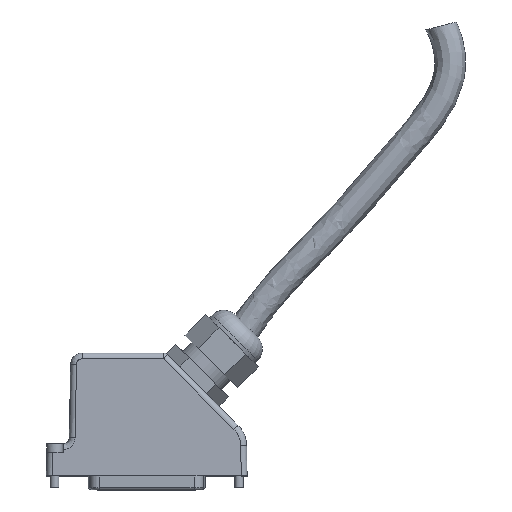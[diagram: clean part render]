
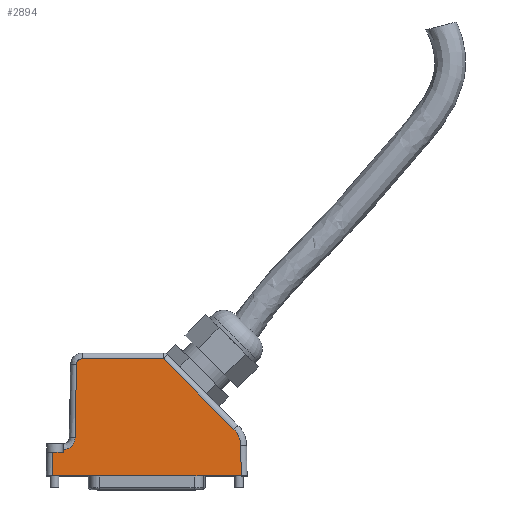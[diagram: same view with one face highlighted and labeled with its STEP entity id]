
A CAD part, top view. The second image highlights one B-rep face of the part: STEP entity #2894.
In plain terms, the highlighted planar face has unit normal (0, 0.018, 1).
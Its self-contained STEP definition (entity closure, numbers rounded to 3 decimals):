
#116 = CARTESIAN_POINT ( 'NONE',  ( -28.482, 9.035, 15.842 ) ) ;
#118 = CARTESIAN_POINT ( 'NONE',  ( -28.5, 8., 15.86 ) ) ;
#149 = CARTESIAN_POINT ( 'NONE',  ( 5.672, 40.035, 15.301 ) ) ;
#258 = CARTESIAN_POINT ( 'NONE',  ( -28.482, 9.035, 15.842 ) ) ;
#274 = CARTESIAN_POINT ( 'NONE',  ( -24.466, 12.965, 15.774 ) ) ;
#305 = CARTESIAN_POINT ( 'NONE',  ( -24.506, 10.647, 15.814 ) ) ;
#321 = CARTESIAN_POINT ( 'NONE',  ( -26.163, 9.025, 15.842 ) ) ;
#325 = CARTESIAN_POINT ( 'NONE',  ( -24.467, 12.93, 15.774 ) ) ;
#391 = DIRECTION ( 'NONE',  ( -0.017, -1., 0.017 ) ) ;
#527 = LINE ( 'NONE', #4024, #4004 ) ;
#544 = CARTESIAN_POINT ( 'NONE',  ( -24.028, 38.07, 15.335 ) ) ;
#653 = CARTESIAN_POINT ( 'NONE',  ( -22.028, 40.035, 15.301 ) ) ;
#659 = CARTESIAN_POINT ( 'NONE',  ( -23.184, 40.035, 15.301 ) ) ;
#665 = CARTESIAN_POINT ( 'NONE',  ( -24.028, 38.07, 15.335 ) ) ;
#672 = CARTESIAN_POINT ( 'NONE',  ( -24.008, 39.225, 15.315 ) ) ;
#677 = DIRECTION ( 'NONE',  ( -1., 0., 0. ) ) ;
#687 = CARTESIAN_POINT ( 'NONE',  ( -25.959, 40.035, 15.301 ) ) ;
#779 = DIRECTION ( 'NONE',  ( -0.707, 0.707, -0.012 ) ) ;
#868 = LINE ( 'NONE', #325, #4347 ) ;
#914 = CARTESIAN_POINT ( 'NONE',  ( 32.119, 10.413, 15.818 ) ) ;
#922 = CARTESIAN_POINT ( 'NONE',  ( 32.082, 12.512, 15.782 ) ) ;
#930 = CARTESIAN_POINT ( 'NONE',  ( 5.689, 40.018, 15.301 ) ) ;
#957 = CARTESIAN_POINT ( 'NONE',  ( 29.777, 15.93, 15.722 ) ) ;
#965 = CARTESIAN_POINT ( 'NONE',  ( 31.261, 14.445, 15.748 ) ) ;
#1082 = VERTEX_POINT ( 'NONE', #4932 ) ;
#1097 = LINE ( 'NONE', #687, #3997 ) ;
#1136 = VECTOR ( 'NONE', #779, 1000. ) ;
#1248 = CARTESIAN_POINT ( 'NONE',  ( 32.3, 0., 16. ) ) ;
#1451 = AXIS2_PLACEMENT_3D ( 'NONE', #2023, #7096, #2015 ) ;
#1549 = ORIENTED_EDGE ( 'NONE', *, *, #2975, .F. ) ;
#1565 = ORIENTED_EDGE ( 'NONE', *, *, #3000, .T. ) ;
#1590 = LINE ( 'NONE', #5911, #2142 ) ;
#1863 = LINE ( 'NONE', #5792, #6974 ) ;
#1917 = VERTEX_POINT ( 'NONE', #4544 ) ;
#2015 = DIRECTION ( 'NONE',  ( 0., -1., 0.017 ) ) ;
#2023 = CARTESIAN_POINT ( 'NONE',  ( 0., 0., 16. ) ) ;
#2066 = PLANE ( 'NONE',  #1451 ) ;
#2134 = CARTESIAN_POINT ( 'NONE',  ( -24.466, 12.965, 15.774 ) ) ;
#2142 = VECTOR ( 'NONE', #5887, 1000. ) ;
#2258 = ORIENTED_EDGE ( 'NONE', *, *, #2968, .T. ) ;
#2493 = FACE_OUTER_BOUND ( 'NONE', #5230, .T. ) ;
#2532 = CARTESIAN_POINT ( 'NONE',  ( -22.028, 40.035, 15.301 ) ) ;
#2723 = EDGE_CURVE ( 'NONE', #4789, #1082, #5270, .T. ) ;
#2894 = ADVANCED_FACE ( 'NONE', ( #2493 ), #2066, .T. ) ;
#2961 = EDGE_CURVE ( 'NONE', #7741, #1917, #4819, .T. ) ;
#2968 = EDGE_CURVE ( 'NONE', #7741, #3375, #3352, .T. ) ;
#2971 = EDGE_CURVE ( 'NONE', #3375, #5201, #1097, .T. ) ;
#2975 = EDGE_CURVE ( 'NONE', #7588, #5201, #6043, .T. ) ;
#2987 = EDGE_CURVE ( 'NONE', #7588, #6572, #868, .T. ) ;
#2990 = EDGE_CURVE ( 'NONE', #6572, #4383, #4439, .T. ) ;
#3000 = EDGE_CURVE ( 'NONE', #4383, #4789, #1590, .T. ) ;
#3002 = EDGE_CURVE ( 'NONE', #1082, #3575, #7243, .T. ) ;
#3003 = EDGE_CURVE ( 'NONE', #3575, #4247, #1863, .T. ) ;
#3011 = EDGE_CURVE ( 'NONE', #4247, #1917, #527, .T. ) ;
#3352 = LINE ( 'NONE', #930, #1136 ) ;
#3375 = VERTEX_POINT ( 'NONE', #149 ) ;
#3480 = ORIENTED_EDGE ( 'NONE', *, *, #2987, .T. ) ;
#3567 = ORIENTED_EDGE ( 'NONE', *, *, #3002, .T. ) ;
#3575 = VERTEX_POINT ( 'NONE', #7362 ) ;
#3997 = VECTOR ( 'NONE', #677, 1000. ) ;
#4004 = VECTOR ( 'NONE', #4454, 1000. ) ;
#4024 = CARTESIAN_POINT ( 'NONE',  ( 32.049, 14.417, 15.748 ) ) ;
#4247 = VERTEX_POINT ( 'NONE', #1248 ) ;
#4347 = VECTOR ( 'NONE', #391, 1000. ) ;
#4383 = VERTEX_POINT ( 'NONE', #116 ) ;
#4439 =( BOUNDED_CURVE ( )  B_SPLINE_CURVE ( 3, ( #274, #305, #321, #258 ),
 .UNSPECIFIED., .F., .F. ) 
 B_SPLINE_CURVE_WITH_KNOTS ( ( 4, 4 ),
 ( 1.588, 3.146 ),
 .UNSPECIFIED. ) 
 CURVE ( )  GEOMETRIC_REPRESENTATION_ITEM ( )  RATIONAL_B_SPLINE_CURVE ( ( 1., 0.808, 0.808, 1. ) ) 
 REPRESENTATION_ITEM ( '' )  );
#4447 = ORIENTED_EDGE ( 'NONE', *, *, #2723, .T. ) ;
#4454 = DIRECTION ( 'NONE',  ( -0.017, 1., -0.017 ) ) ;
#4544 = CARTESIAN_POINT ( 'NONE',  ( 32.119, 10.413, 15.818 ) ) ;
#4789 = VERTEX_POINT ( 'NONE', #118 ) ;
#4819 =( BOUNDED_CURVE ( )  B_SPLINE_CURVE ( 3, ( #957, #965, #922, #914 ),
 .UNSPECIFIED., .F., .F. ) 
 B_SPLINE_CURVE_WITH_KNOTS ( ( 4, 4 ),
 ( 3.927, 4.695 ),
 .UNSPECIFIED. ) 
 CURVE ( )  GEOMETRIC_REPRESENTATION_ITEM ( )  RATIONAL_B_SPLINE_CURVE ( ( 1., 0.951, 0.951, 1. ) ) 
 REPRESENTATION_ITEM ( '' )  );
#4932 = CARTESIAN_POINT ( 'NONE',  ( -32.161, 8., 15.86 ) ) ;
#5098 = ORIENTED_EDGE ( 'NONE', *, *, #2990, .T. ) ;
#5201 = VERTEX_POINT ( 'NONE', #2532 ) ;
#5230 = EDGE_LOOP ( 'NONE', ( #5883, #2258, #5451, #1549, #3480, #5098, #1565, #4447, #3567, #6517, #6526 ) ) ;
#5251 = VECTOR ( 'NONE', #5978, 1000. ) ;
#5270 = LINE ( 'NONE', #6345, #5251 ) ;
#5451 = ORIENTED_EDGE ( 'NONE', *, *, #2971, .T. ) ;
#5720 = DIRECTION ( 'NONE',  ( 1., 0., 0. ) ) ;
#5792 = CARTESIAN_POINT ( 'NONE',  ( 0., 0., 16. ) ) ;
#5815 = DIRECTION ( 'NONE',  ( -0.017, -1., 0.017 ) ) ;
#5883 = ORIENTED_EDGE ( 'NONE', *, *, #2961, .F. ) ;
#5887 = DIRECTION ( 'NONE',  ( -0.017, -1., 0.017 ) ) ;
#5911 = CARTESIAN_POINT ( 'NONE',  ( -28.631, 0.5, 15.991 ) ) ;
#5978 = DIRECTION ( 'NONE',  ( -1., 0., 0. ) ) ;
#6043 =( BOUNDED_CURVE ( )  B_SPLINE_CURVE ( 3, ( #665, #672, #659, #653 ),
 .UNSPECIFIED., .F., .F. ) 
 B_SPLINE_CURVE_WITH_KNOTS ( ( 4, 4 ),
 ( 1.588, 3.142 ),
 .UNSPECIFIED. ) 
 CURVE ( )  GEOMETRIC_REPRESENTATION_ITEM ( )  RATIONAL_B_SPLINE_CURVE ( ( 1., 0.809, 0.809, 1. ) ) 
 REPRESENTATION_ITEM ( '' )  );
#6345 = CARTESIAN_POINT ( 'NONE',  ( 0., 8., 15.86 ) ) ;
#6403 = VECTOR ( 'NONE', #5815, 1000. ) ;
#6517 = ORIENTED_EDGE ( 'NONE', *, *, #3003, .T. ) ;
#6526 = ORIENTED_EDGE ( 'NONE', *, *, #3011, .T. ) ;
#6572 = VERTEX_POINT ( 'NONE', #2134 ) ;
#6934 = CARTESIAN_POINT ( 'NONE',  ( -32.301, -0.035, 16.001 ) ) ;
#6974 = VECTOR ( 'NONE', #5720, 1000. ) ;
#7096 = DIRECTION ( 'NONE',  ( 0., 0.017, 1. ) ) ;
#7243 = LINE ( 'NONE', #6934, #6403 ) ;
#7362 = CARTESIAN_POINT ( 'NONE',  ( -32.3, 0., 16. ) ) ;
#7588 = VERTEX_POINT ( 'NONE', #544 ) ;
#7619 = CARTESIAN_POINT ( 'NONE',  ( 29.777, 15.93, 15.722 ) ) ;
#7741 = VERTEX_POINT ( 'NONE', #7619 ) ;
